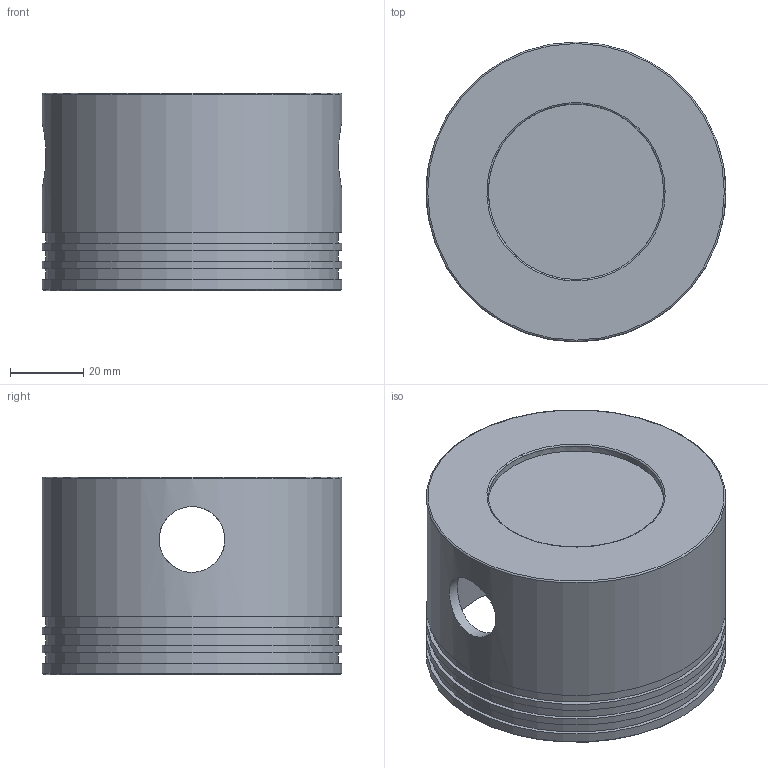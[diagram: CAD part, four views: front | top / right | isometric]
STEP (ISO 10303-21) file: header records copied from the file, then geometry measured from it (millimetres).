
FILE_DESCRIPTION(('FreeCAD Model'),'2;1');
FILE_NAME('Open CASCADE Shape Model','2025-09-22T13:05:35',('FreeCAD'),( 'FreeCAD'),'Open CASCADE STEP processor 7.8','FreeCAD','Unknown');
FILE_SCHEMA(('AUTOMOTIVE_DESIGN { 1 0 10303 214 1 1 1 1 }'));
Length unit declared in the file: millimetre
Products named in the file (1): Open CASCADE STEP translator 7.8 1
Bounding box: 82 x 82 x 54 mm (x, y, z)
Volume: 59924.9 mm3; surface area: 36838.2 mm2
Topology: 1 solids, 1 shells, 29 faces, 57 edges, 36 vertices
Faces by surface type: cylinder 11, plane 10, torus 5, cone 2, bspline 1
Full cylindrical faces by diameter (mm): 18 x2, 48 x1, 76 x1, 80 x3, 82 x4
Entity records: 1257 total; most frequent: CARTESIAN_POINT 631, DIRECTION 139, ORIENTED_EDGE 114, AXIS2_PLACEMENT_3D 62, EDGE_CURVE 57, FACE_BOUND 39, EDGE_LOOP 39, VERTEX_POINT 36
